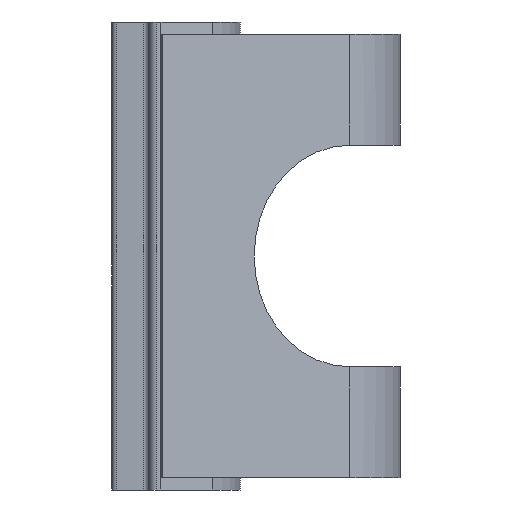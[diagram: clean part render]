
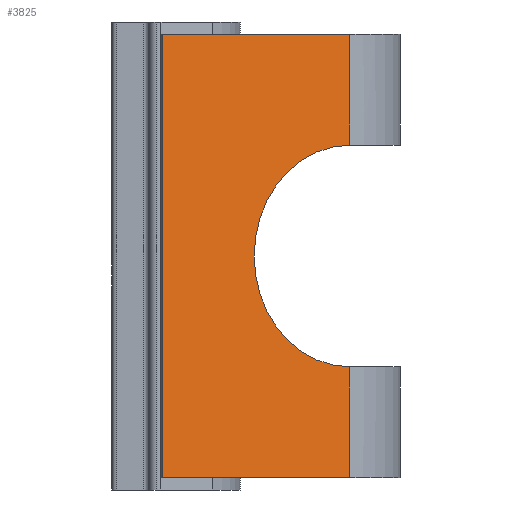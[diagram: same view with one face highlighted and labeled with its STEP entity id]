
A CAD part, left-side view. The second image highlights one B-rep face of the part: STEP entity #3825.
In plain terms, the highlighted planar face has unit normal (-0.866, -0.5, 0).
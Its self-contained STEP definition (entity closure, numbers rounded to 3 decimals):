
#21 = EDGE_CURVE('',#22,#24,#26,.T.);
#22 = VERTEX_POINT('',#23);
#23 = CARTESIAN_POINT('',(-2.625,-9.65,4.5));
#24 = VERTEX_POINT('',#25);
#25 = CARTESIAN_POINT('',(-4.864,-5.773,
    0.));
#26 = SURFACE_CURVE('',#27,(#32,#44),.PCURVE_S1.);
#27 = CIRCLE('',#28,4.5);
#28 = AXIS2_PLACEMENT_3D('',#29,#30,#31);
#29 = CARTESIAN_POINT('',(-2.614,-9.67,
    0.));
#30 = DIRECTION('',(-0.866,-0.5,0.));
#31 = DIRECTION('',(0.5,-0.866,0.));
#32 = PCURVE('',#33,#38);
#33 = CYLINDRICAL_SURFACE('',#34,4.5);
#34 = AXIS2_PLACEMENT_3D('',#35,#36,#37);
#35 = CARTESIAN_POINT('',(-2.441,-9.57,
    0.));
#36 = DIRECTION('',(0.866,0.5,0.));
#37 = DIRECTION('',(0.5,-0.866,0.));
#38 = DEFINITIONAL_REPRESENTATION('',(#39),#43);
#39 = LINE('',#40,#41);
#40 = CARTESIAN_POINT('',(6.283,-0.2));
#41 = VECTOR('',#42,1.);
#42 = DIRECTION('',(-1.,0.));
#43 = ( GEOMETRIC_REPRESENTATION_CONTEXT(2) 
PARAMETRIC_REPRESENTATION_CONTEXT() REPRESENTATION_CONTEXT('2D SPACE',''
  ) );
#44 = PCURVE('',#45,#50);
#45 = PLANE('',#46);
#46 = AXIS2_PLACEMENT_3D('',#47,#48,#49);
#47 = CARTESIAN_POINT('',(-7.019,-2.04,9.));
#48 = DIRECTION('',(0.866,0.5,0.));
#49 = DIRECTION('',(0.,0.,-1.));
#50 = DEFINITIONAL_REPRESENTATION('',(#51),#59);
#51 = ( BOUNDED_CURVE() B_SPLINE_CURVE(2,(#52,#53,#54,#55,#56,#57,#58),
.UNSPECIFIED.,.T.,.F.) B_SPLINE_CURVE_WITH_KNOTS((1,2,2,2,2,1),(
    -2.094,0.,2.094,4.189,6.283,
8.378),.UNSPECIFIED.) CURVE() GEOMETRIC_REPRESENTATION_ITEM() 
RATIONAL_B_SPLINE_CURVE((1.,0.5,1.,0.5,1.,0.5,1.)) REPRESENTATION_ITEM(
  '') );
#52 = CARTESIAN_POINT('',(9.,-13.31));
#53 = CARTESIAN_POINT('',(1.206,-13.31));
#54 = CARTESIAN_POINT('',(5.103,-6.56));
#55 = CARTESIAN_POINT('',(9.,0.19));
#56 = CARTESIAN_POINT('',(12.897,-6.56));
#57 = CARTESIAN_POINT('',(16.794,-13.31));
#58 = CARTESIAN_POINT('',(9.,-13.31));
#59 = ( GEOMETRIC_REPRESENTATION_CONTEXT(2) 
PARAMETRIC_REPRESENTATION_CONTEXT() REPRESENTATION_CONTEXT('2D SPACE',''
  ) );
#100 = CYLINDRICAL_SURFACE('',#101,4.1);
#101 = AXIS2_PLACEMENT_3D('',#102,#103,#104);
#102 = CARTESIAN_POINT('',(0.926,-7.6,9.));
#103 = DIRECTION('',(0.,0.,1.));
#104 = DIRECTION('',(-1.,0.,0.));
#278 = CYLINDRICAL_SURFACE('',#279,4.5);
#279 = AXIS2_PLACEMENT_3D('',#280,#281,#282);
#280 = CARTESIAN_POINT('',(-2.441,-9.57,
    0.));
#281 = DIRECTION('',(0.866,0.5,0.));
#282 = DIRECTION('',(0.5,-0.866,0.));
#929 = PLANE('',#930);
#930 = AXIS2_PLACEMENT_3D('',#931,#932,#933);
#931 = CARTESIAN_POINT('',(-6.932,-1.99,9.));
#932 = DIRECTION('',(0.5,-0.866,0.));
#933 = DIRECTION('',(0.,0.,-1.));
#1080 = VERTEX_POINT('',#1081);
#1081 = CARTESIAN_POINT('',(-2.625,-9.65,9.));
#1096 = PLANE('',#1097);
#1097 = AXIS2_PLACEMENT_3D('',#1098,#1099,#1100);
#1098 = CARTESIAN_POINT('',(0.926,-7.6,9.));
#1099 = DIRECTION('',(0.,0.,1.));
#1100 = DIRECTION('',(1.,0.,-0.));
#1108 = EDGE_CURVE('',#1080,#22,#1109,.T.);
#1109 = SURFACE_CURVE('',#1110,(#1114,#1121),.PCURVE_S1.);
#1110 = LINE('',#1111,#1112);
#1111 = CARTESIAN_POINT('',(-2.625,-9.65,9.));
#1112 = VECTOR('',#1113,1.);
#1113 = DIRECTION('',(-0.,-0.,-1.));
#1114 = PCURVE('',#100,#1115);
#1115 = DEFINITIONAL_REPRESENTATION('',(#1116),#1120);
#1116 = LINE('',#1117,#1118);
#1117 = CARTESIAN_POINT('',(0.524,0.));
#1118 = VECTOR('',#1119,1.);
#1119 = DIRECTION('',(0.,-1.));
#1120 = ( GEOMETRIC_REPRESENTATION_CONTEXT(2) 
PARAMETRIC_REPRESENTATION_CONTEXT() REPRESENTATION_CONTEXT('2D SPACE',''
  ) );
#1121 = PCURVE('',#45,#1122);
#1122 = DEFINITIONAL_REPRESENTATION('',(#1123),#1127);
#1123 = LINE('',#1124,#1125);
#1124 = CARTESIAN_POINT('',(0.,-8.787));
#1125 = VECTOR('',#1126,1.);
#1126 = DIRECTION('',(1.,0.));
#1127 = ( GEOMETRIC_REPRESENTATION_CONTEXT(2) 
PARAMETRIC_REPRESENTATION_CONTEXT() REPRESENTATION_CONTEXT('2D SPACE',''
  ) );
#1549 = PLANE('',#1550);
#1550 = AXIS2_PLACEMENT_3D('',#1551,#1552,#1553);
#1551 = CARTESIAN_POINT('',(0.926,-7.6,-9.));
#1552 = DIRECTION('',(0.,0.,1.));
#1553 = DIRECTION('',(1.,0.,-0.));
#3759 = VERTEX_POINT('',#3760);
#3760 = CARTESIAN_POINT('',(-7.019,-2.04,-9.));
#3781 = EDGE_CURVE('',#3782,#3759,#3784,.T.);
#3782 = VERTEX_POINT('',#3783);
#3783 = CARTESIAN_POINT('',(-7.019,-2.04,9.));
#3784 = SURFACE_CURVE('',#3785,(#3789,#3796),.PCURVE_S1.);
#3785 = LINE('',#3786,#3787);
#3786 = CARTESIAN_POINT('',(-7.019,-2.04,9.));
#3787 = VECTOR('',#3788,1.);
#3788 = DIRECTION('',(-0.,-0.,-1.));
#3789 = PCURVE('',#929,#3790);
#3790 = DEFINITIONAL_REPRESENTATION('',(#3791),#3795);
#3791 = LINE('',#3792,#3793);
#3792 = CARTESIAN_POINT('',(-0.,-0.1));
#3793 = VECTOR('',#3794,1.);
#3794 = DIRECTION('',(1.,0.));
#3795 = ( GEOMETRIC_REPRESENTATION_CONTEXT(2) 
PARAMETRIC_REPRESENTATION_CONTEXT() REPRESENTATION_CONTEXT('2D SPACE',''
  ) );
#3796 = PCURVE('',#45,#3797);
#3797 = DEFINITIONAL_REPRESENTATION('',(#3798),#3802);
#3798 = LINE('',#3799,#3800);
#3799 = CARTESIAN_POINT('',(0.,0.));
#3800 = VECTOR('',#3801,1.);
#3801 = DIRECTION('',(1.,0.));
#3802 = ( GEOMETRIC_REPRESENTATION_CONTEXT(2) 
PARAMETRIC_REPRESENTATION_CONTEXT() REPRESENTATION_CONTEXT('2D SPACE',''
  ) );
#3825 = ADVANCED_FACE('',(#3826),#45,.F.);
#3826 = FACE_BOUND('',#3827,.T.);
#3827 = EDGE_LOOP('',(#3828,#3858,#3884,#3885,#3886,#3907,#3908));
#3828 = ORIENTED_EDGE('',*,*,#3829,.F.);
#3829 = EDGE_CURVE('',#3830,#3832,#3834,.T.);
#3830 = VERTEX_POINT('',#3831);
#3831 = CARTESIAN_POINT('',(-2.625,-9.65,-4.5));
#3832 = VERTEX_POINT('',#3833);
#3833 = CARTESIAN_POINT('',(-2.625,-9.65,-9.));
#3834 = SURFACE_CURVE('',#3835,(#3839,#3846),.PCURVE_S1.);
#3835 = LINE('',#3836,#3837);
#3836 = CARTESIAN_POINT('',(-2.625,-9.65,9.));
#3837 = VECTOR('',#3838,1.);
#3838 = DIRECTION('',(-0.,-0.,-1.));
#3839 = PCURVE('',#45,#3840);
#3840 = DEFINITIONAL_REPRESENTATION('',(#3841),#3845);
#3841 = LINE('',#3842,#3843);
#3842 = CARTESIAN_POINT('',(0.,-8.787));
#3843 = VECTOR('',#3844,1.);
#3844 = DIRECTION('',(1.,0.));
#3845 = ( GEOMETRIC_REPRESENTATION_CONTEXT(2) 
PARAMETRIC_REPRESENTATION_CONTEXT() REPRESENTATION_CONTEXT('2D SPACE',''
  ) );
#3846 = PCURVE('',#3847,#3852);
#3847 = CYLINDRICAL_SURFACE('',#3848,4.1);
#3848 = AXIS2_PLACEMENT_3D('',#3849,#3850,#3851);
#3849 = CARTESIAN_POINT('',(0.926,-7.6,9.));
#3850 = DIRECTION('',(0.,0.,1.));
#3851 = DIRECTION('',(-1.,0.,0.));
#3852 = DEFINITIONAL_REPRESENTATION('',(#3853),#3857);
#3853 = LINE('',#3854,#3855);
#3854 = CARTESIAN_POINT('',(0.524,0.));
#3855 = VECTOR('',#3856,1.);
#3856 = DIRECTION('',(0.,-1.));
#3857 = ( GEOMETRIC_REPRESENTATION_CONTEXT(2) 
PARAMETRIC_REPRESENTATION_CONTEXT() REPRESENTATION_CONTEXT('2D SPACE',''
  ) );
#3858 = ORIENTED_EDGE('',*,*,#3859,.F.);
#3859 = EDGE_CURVE('',#24,#3830,#3860,.T.);
#3860 = SURFACE_CURVE('',#3861,(#3866,#3877),.PCURVE_S1.);
#3861 = CIRCLE('',#3862,4.5);
#3862 = AXIS2_PLACEMENT_3D('',#3863,#3864,#3865);
#3863 = CARTESIAN_POINT('',(-2.614,-9.67,
    0.));
#3864 = DIRECTION('',(-0.866,-0.5,0.));
#3865 = DIRECTION('',(0.5,-0.866,0.));
#3866 = PCURVE('',#45,#3867);
#3867 = DEFINITIONAL_REPRESENTATION('',(#3868),#3876);
#3868 = ( BOUNDED_CURVE() B_SPLINE_CURVE(2,(#3869,#3870,#3871,#3872,
#3873,#3874,#3875),.UNSPECIFIED.,.T.,.F.) B_SPLINE_CURVE_WITH_KNOTS((1,2
    ,2,2,2,1),(-2.094,0.,2.094,4.189,
6.283,8.378),.UNSPECIFIED.) CURVE() 
GEOMETRIC_REPRESENTATION_ITEM() RATIONAL_B_SPLINE_CURVE((1.,0.5,1.,0.5,
1.,0.5,1.)) REPRESENTATION_ITEM('') );
#3869 = CARTESIAN_POINT('',(9.,-13.31));
#3870 = CARTESIAN_POINT('',(1.206,-13.31));
#3871 = CARTESIAN_POINT('',(5.103,-6.56));
#3872 = CARTESIAN_POINT('',(9.,0.19));
#3873 = CARTESIAN_POINT('',(12.897,-6.56));
#3874 = CARTESIAN_POINT('',(16.794,-13.31));
#3875 = CARTESIAN_POINT('',(9.,-13.31));
#3876 = ( GEOMETRIC_REPRESENTATION_CONTEXT(2) 
PARAMETRIC_REPRESENTATION_CONTEXT() REPRESENTATION_CONTEXT('2D SPACE',''
  ) );
#3877 = PCURVE('',#278,#3878);
#3878 = DEFINITIONAL_REPRESENTATION('',(#3879),#3883);
#3879 = LINE('',#3880,#3881);
#3880 = CARTESIAN_POINT('',(6.283,-0.2));
#3881 = VECTOR('',#3882,1.);
#3882 = DIRECTION('',(-1.,0.));
#3883 = ( GEOMETRIC_REPRESENTATION_CONTEXT(2) 
PARAMETRIC_REPRESENTATION_CONTEXT() REPRESENTATION_CONTEXT('2D SPACE',''
  ) );
#3884 = ORIENTED_EDGE('',*,*,#21,.F.);
#3885 = ORIENTED_EDGE('',*,*,#1108,.F.);
#3886 = ORIENTED_EDGE('',*,*,#3887,.F.);
#3887 = EDGE_CURVE('',#3782,#1080,#3888,.T.);
#3888 = SURFACE_CURVE('',#3889,(#3893,#3900),.PCURVE_S1.);
#3889 = LINE('',#3890,#3891);
#3890 = CARTESIAN_POINT('',(-7.019,-2.04,9.));
#3891 = VECTOR('',#3892,1.);
#3892 = DIRECTION('',(0.5,-0.866,0.));
#3893 = PCURVE('',#45,#3894);
#3894 = DEFINITIONAL_REPRESENTATION('',(#3895),#3899);
#3895 = LINE('',#3896,#3897);
#3896 = CARTESIAN_POINT('',(0.,0.));
#3897 = VECTOR('',#3898,1.);
#3898 = DIRECTION('',(0.,-1.));
#3899 = ( GEOMETRIC_REPRESENTATION_CONTEXT(2) 
PARAMETRIC_REPRESENTATION_CONTEXT() REPRESENTATION_CONTEXT('2D SPACE',''
  ) );
#3900 = PCURVE('',#1096,#3901);
#3901 = DEFINITIONAL_REPRESENTATION('',(#3902),#3906);
#3902 = LINE('',#3903,#3904);
#3903 = CARTESIAN_POINT('',(-7.944,5.56));
#3904 = VECTOR('',#3905,1.);
#3905 = DIRECTION('',(0.5,-0.866));
#3906 = ( GEOMETRIC_REPRESENTATION_CONTEXT(2) 
PARAMETRIC_REPRESENTATION_CONTEXT() REPRESENTATION_CONTEXT('2D SPACE',''
  ) );
#3907 = ORIENTED_EDGE('',*,*,#3781,.T.);
#3908 = ORIENTED_EDGE('',*,*,#3909,.T.);
#3909 = EDGE_CURVE('',#3759,#3832,#3910,.T.);
#3910 = SURFACE_CURVE('',#3911,(#3915,#3922),.PCURVE_S1.);
#3911 = LINE('',#3912,#3913);
#3912 = CARTESIAN_POINT('',(-7.019,-2.04,-9.));
#3913 = VECTOR('',#3914,1.);
#3914 = DIRECTION('',(0.5,-0.866,0.));
#3915 = PCURVE('',#45,#3916);
#3916 = DEFINITIONAL_REPRESENTATION('',(#3917),#3921);
#3917 = LINE('',#3918,#3919);
#3918 = CARTESIAN_POINT('',(18.,0.));
#3919 = VECTOR('',#3920,1.);
#3920 = DIRECTION('',(0.,-1.));
#3921 = ( GEOMETRIC_REPRESENTATION_CONTEXT(2) 
PARAMETRIC_REPRESENTATION_CONTEXT() REPRESENTATION_CONTEXT('2D SPACE',''
  ) );
#3922 = PCURVE('',#1549,#3923);
#3923 = DEFINITIONAL_REPRESENTATION('',(#3924),#3928);
#3924 = LINE('',#3925,#3926);
#3925 = CARTESIAN_POINT('',(-7.944,5.56));
#3926 = VECTOR('',#3927,1.);
#3927 = DIRECTION('',(0.5,-0.866));
#3928 = ( GEOMETRIC_REPRESENTATION_CONTEXT(2) 
PARAMETRIC_REPRESENTATION_CONTEXT() REPRESENTATION_CONTEXT('2D SPACE',''
  ) );
